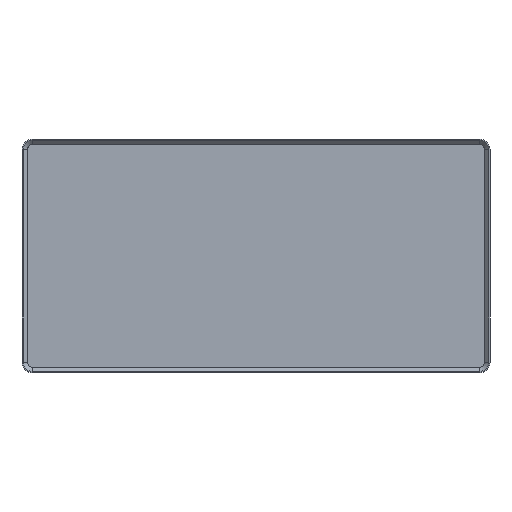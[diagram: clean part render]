
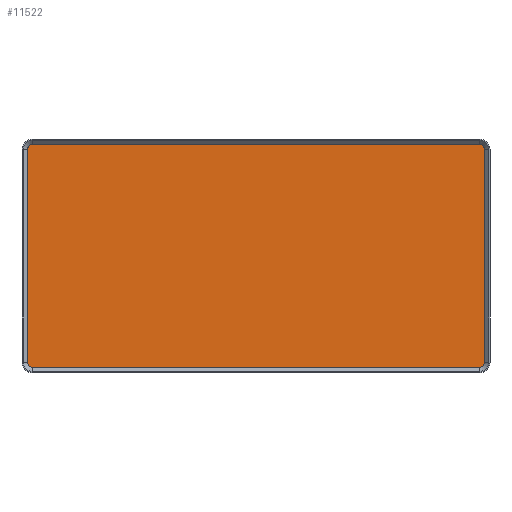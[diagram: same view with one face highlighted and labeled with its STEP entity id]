
A CAD part, top view. The second image highlights one B-rep face of the part: STEP entity #11522.
In plain terms, the highlighted planar face has unit normal (0, 0, 1).
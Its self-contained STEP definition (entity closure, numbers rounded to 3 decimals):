
#92=PLANE('',#12315);
#781=FACE_OUTER_BOUND('',#1515,.T.);
#1515=EDGE_LOOP('',(#8186,#8187,#8188,#8189,#8190,#8191,#8192,#8193));
#2244=CIRCLE('',#12259,2.95);
#2245=CIRCLE('',#12262,2.95);
#2248=CIRCLE('',#12271,2.95);
#2249=CIRCLE('',#12274,2.95);
#2775=LINE('',#17279,#3989);
#2778=LINE('',#17287,#3992);
#2796=LINE('',#17362,#4010);
#2798=LINE('',#17367,#4012);
#3989=VECTOR('',#13595,10.);
#3992=VECTOR('',#13604,10.);
#4010=VECTOR('',#13640,10.);
#4012=VECTOR('',#13648,10.);
#5196=VERTEX_POINT('',#17271);
#5197=VERTEX_POINT('',#17273);
#5198=VERTEX_POINT('',#17277);
#5199=VERTEX_POINT('',#17281);
#5200=VERTEX_POINT('',#17285);
#5222=VERTEX_POINT('',#17355);
#5223=VERTEX_POINT('',#17357);
#5224=VERTEX_POINT('',#17361);
#6257=EDGE_CURVE('',#5197,#5196,#2244,.T.);
#6260=EDGE_CURVE('',#5196,#5198,#2775,.T.);
#6262=EDGE_CURVE('',#5198,#5199,#2245,.T.);
#6264=EDGE_CURVE('',#5199,#5200,#2778,.T.);
#6291=EDGE_CURVE('',#5223,#5222,#2248,.T.);
#6293=EDGE_CURVE('',#5224,#5223,#2796,.T.);
#6295=EDGE_CURVE('',#5200,#5224,#2249,.T.);
#6296=EDGE_CURVE('',#5222,#5197,#2798,.T.);
#8186=ORIENTED_EDGE('',*,*,#6264,.T.);
#8187=ORIENTED_EDGE('',*,*,#6295,.T.);
#8188=ORIENTED_EDGE('',*,*,#6293,.T.);
#8189=ORIENTED_EDGE('',*,*,#6291,.T.);
#8190=ORIENTED_EDGE('',*,*,#6296,.T.);
#8191=ORIENTED_EDGE('',*,*,#6257,.T.);
#8192=ORIENTED_EDGE('',*,*,#6260,.T.);
#8193=ORIENTED_EDGE('',*,*,#6262,.T.);
#11522=ADVANCED_FACE('',(#781),#92,.T.);
#12259=AXIS2_PLACEMENT_3D('',#17274,#13589,#13590);
#12262=AXIS2_PLACEMENT_3D('',#17283,#13599,#13600);
#12271=AXIS2_PLACEMENT_3D('',#17358,#13635,#13636);
#12274=AXIS2_PLACEMENT_3D('',#17365,#13644,#13645);
#12315=AXIS2_PLACEMENT_3D('',#17503,#13762,#13763);
#13589=DIRECTION('center_axis',(0.,0.,1.));
#13590=DIRECTION('ref_axis',(1.,0.,0.));
#13595=DIRECTION('',(-1.,0.,0.));
#13599=DIRECTION('center_axis',(0.,0.,1.));
#13600=DIRECTION('ref_axis',(0.,1.,0.));
#13604=DIRECTION('',(0.,-1.,0.));
#13635=DIRECTION('center_axis',(0.,0.,1.));
#13636=DIRECTION('ref_axis',(0.,-1.,0.));
#13640=DIRECTION('',(1.,0.,0.));
#13644=DIRECTION('center_axis',(0.,0.,1.));
#13645=DIRECTION('ref_axis',(-1.,0.,0.));
#13648=DIRECTION('',(0.,1.,0.));
#13762=DIRECTION('center_axis',(0.,0.,1.));
#13763=DIRECTION('ref_axis',(1.,0.,0.));
#17271=CARTESIAN_POINT('',(164.,82.95,5.8));
#17273=CARTESIAN_POINT('',(166.95,80.,5.8));
#17274=CARTESIAN_POINT('Origin',(164.,80.,5.8));
#17277=CARTESIAN_POINT('',(4.,82.95,5.8));
#17279=CARTESIAN_POINT('',(75.5,82.95,5.8));
#17281=CARTESIAN_POINT('',(1.05,80.,5.8));
#17283=CARTESIAN_POINT('Origin',(4.,80.,5.8));
#17285=CARTESIAN_POINT('',(1.05,4.,5.8));
#17287=CARTESIAN_POINT('',(1.05,12.5,5.8));
#17355=CARTESIAN_POINT('',(166.95,4.,5.8));
#17357=CARTESIAN_POINT('',(164.,1.05,5.8));
#17358=CARTESIAN_POINT('Origin',(164.,4.,5.8));
#17361=CARTESIAN_POINT('',(4.,1.05,5.8));
#17362=CARTESIAN_POINT('',(155.5,1.05,5.8));
#17365=CARTESIAN_POINT('Origin',(4.,4.,5.8));
#17367=CARTESIAN_POINT('',(166.95,50.5,5.8));
#17503=CARTESIAN_POINT('Origin',(147.,21.,5.8));
